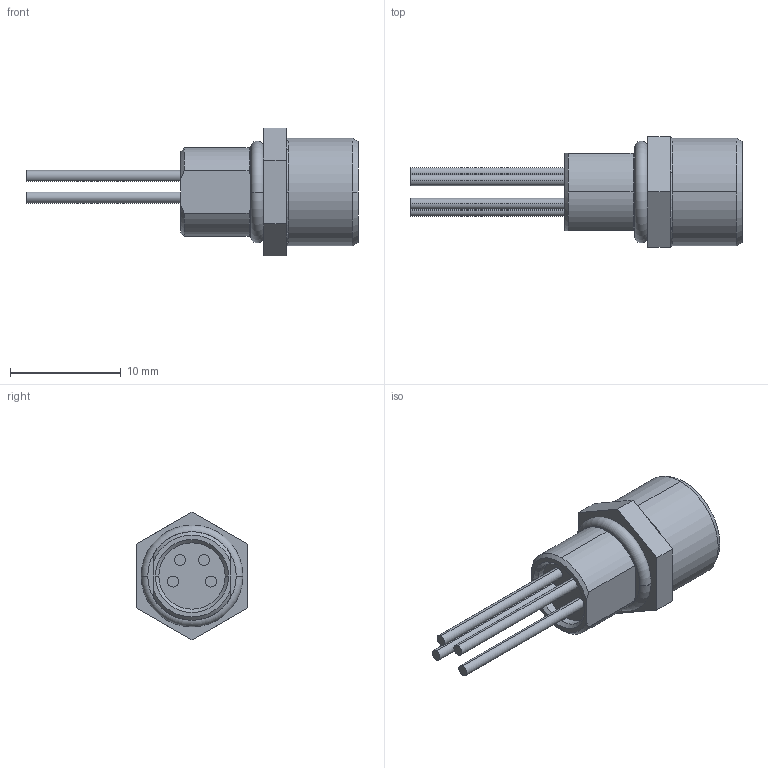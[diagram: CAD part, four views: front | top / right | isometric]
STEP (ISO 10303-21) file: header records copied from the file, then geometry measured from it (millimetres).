
FILE_DESCRIPTION((''),'2;1');
FILE_NAME('DM_CAD-3195','2017-10-05T',('creinig-se'),(''),'PRO/ENGINEER BY PARAMETRIC TECHNOLOGY CORPORATION, 2015440','PRO/ENGINEER BY PARAMETRIC TECHNOLOGY CORPORATION, 2015440','');
FILE_SCHEMA(('CONFIG_CONTROL_DESIGN'));
Length unit declared in the file: millimetre
Products named in the file (1): DM_CAD-3195
Bounding box: 30 x 10 x 11.55 mm (x, y, z)
Volume: 899.4 mm3; surface area: 1169 mm2
Topology: 1 solids, 1 shells, 109 faces, 310 edges, 215 vertices
Faces by surface type: cylinder 38, cone 32, plane 29, torus 10
Entity records: 5162 total; most frequent: DIRECTION 693, CARTESIAN_POINT 692, ORIENTED_EDGE 598, PRESENTATION_STYLE_ASSIGNMENT 345, STYLED_ITEM 304, CURVE_STYLE 303, EDGE_CURVE 299, AXIS2_PLACEMENT_3D 297
